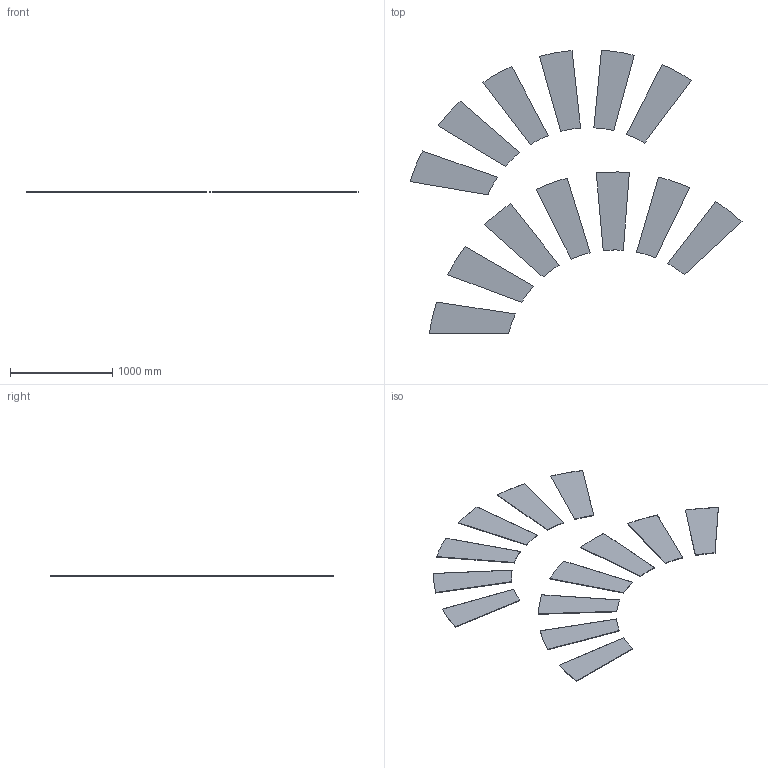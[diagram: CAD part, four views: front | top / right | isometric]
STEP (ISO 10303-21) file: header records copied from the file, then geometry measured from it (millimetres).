
FILE_DESCRIPTION(/* description */ (''),/* implementation_level */ '2;1');
FILE_NAME(/* name */ 'all_treads',/* time_stamp */ '2026-01-01T16:54:05-08:00',/* author */ (''),/* organization */ (''),/* preprocessor_version */ 'ST-DEVELOPER v19.2',/* originating_system */ 'Rhino 8.22',/* authorisation */ '');
FILE_SCHEMA (('AP242_MANAGED_MODEL_BASED_3D_ENGINEERING_MIM_LF { 1 0 10303 442 3 1 4 }'));
Length unit declared in the file: inch
Products named in the file (1): Document
Bounding box: 3243.54 x 2771.24 x 6.35 mm (x, y, z)
Volume: 16390378 mm3; surface area: 5331896.2 mm2
Topology: 13 solids, 13 shells, 80 faces, 162 edges, 108 vertices
Faces by surface type: plane 54, cylinder 26
Entity records: 2073 total; most frequent: CARTESIAN_POINT 618, ORIENTED_EDGE 324, DIRECTION 188, EDGE_CURVE 162, AXIS2_PLACEMENT_3D 134, VERTEX_POINT 108, ADVANCED_FACE 80, FACE_OUTER_BOUND 80
